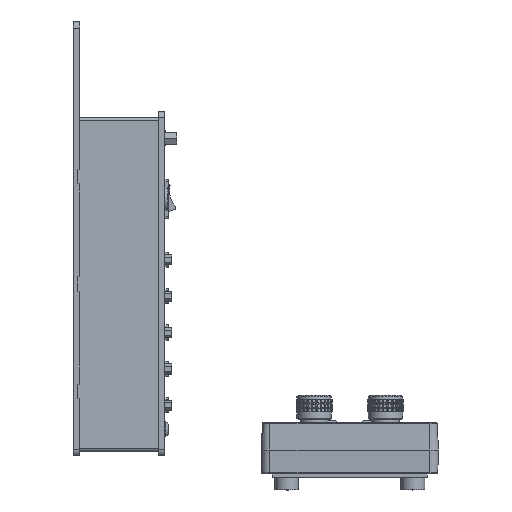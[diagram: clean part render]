
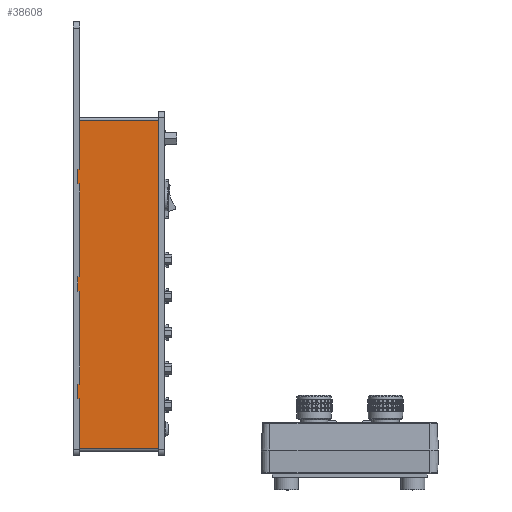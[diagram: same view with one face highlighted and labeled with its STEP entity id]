
A CAD part, left-side view. The second image highlights one B-rep face of the part: STEP entity #38608.
In plain terms, the highlighted planar face has unit normal (-1, 0, 0).
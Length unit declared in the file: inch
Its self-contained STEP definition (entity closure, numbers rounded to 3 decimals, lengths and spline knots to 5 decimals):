
#36424=CARTESIAN_POINT('',(2.02404,4.27482,0.86048));
#36425=VERTEX_POINT('',#36424);
#36433=CARTESIAN_POINT('',(2.02404,4.27482,1.88298));
#36434=VERTEX_POINT('',#36433);
#36435=CARTESIAN_POINT('',(2.02404,4.27482,1.88298));
#36436=DIRECTION('',(0.0,0.0,-1.0));
#36437=VECTOR('',#36436,1.0225);
#36438=LINE('',#36435,#36437);
#36439=EDGE_CURVE('',#36434,#36425,#36438,.T.);
#36505=CARTESIAN_POINT('',(2.02404,4.30682,1.88298));
#36506=VERTEX_POINT('',#36505);
#36507=CARTESIAN_POINT('',(2.02404,4.30682,1.88298));
#36508=DIRECTION('',(0.0,-1.0,0.0));
#36509=VECTOR('',#36508,0.032);
#36510=LINE('',#36507,#36509);
#36511=EDGE_CURVE('',#36506,#36434,#36510,.T.);
#36536=CARTESIAN_POINT('',(2.02404,4.30682,2.18298));
#36537=VERTEX_POINT('',#36536);
#36538=CARTESIAN_POINT('',(2.02404,4.30682,2.18298));
#36539=DIRECTION('',(0.0,0.0,-1.0));
#36540=VECTOR('',#36539,0.3);
#36541=LINE('',#36538,#36540);
#36542=EDGE_CURVE('',#36537,#36506,#36541,.T.);
#36567=CARTESIAN_POINT('',(2.02404,4.27482,2.18298));
#36568=VERTEX_POINT('',#36567);
#36569=CARTESIAN_POINT('',(2.02404,4.27482,2.18298));
#36570=DIRECTION('',(0.0,1.0,0.0));
#36571=VECTOR('',#36570,0.032);
#36572=LINE('',#36569,#36571);
#36573=EDGE_CURVE('',#36568,#36537,#36572,.T.);
#36598=CARTESIAN_POINT('',(2.02404,4.27482,4.09798));
#36599=VERTEX_POINT('',#36598);
#36600=CARTESIAN_POINT('',(2.02404,4.27482,4.09798));
#36601=DIRECTION('',(0.0,0.0,-1.0));
#36602=VECTOR('',#36601,1.915);
#36603=LINE('',#36600,#36602);
#36604=EDGE_CURVE('',#36599,#36568,#36603,.T.);
#36629=CARTESIAN_POINT('',(2.02404,4.30682,4.09798));
#36630=VERTEX_POINT('',#36629);
#36631=CARTESIAN_POINT('',(2.02404,4.30682,4.09798));
#36632=DIRECTION('',(0.0,-1.0,0.0));
#36633=VECTOR('',#36632,0.032);
#36634=LINE('',#36631,#36633);
#36635=EDGE_CURVE('',#36630,#36599,#36634,.T.);
#36660=CARTESIAN_POINT('',(2.02404,4.30682,4.39798));
#36661=VERTEX_POINT('',#36660);
#36662=CARTESIAN_POINT('',(2.02404,4.30682,4.39798));
#36663=DIRECTION('',(0.0,0.0,-1.0));
#36664=VECTOR('',#36663,0.3);
#36665=LINE('',#36662,#36664);
#36666=EDGE_CURVE('',#36661,#36630,#36665,.T.);
#36691=CARTESIAN_POINT('',(2.02404,4.27482,4.39798));
#36692=VERTEX_POINT('',#36691);
#36693=CARTESIAN_POINT('',(2.02404,4.27482,4.39798));
#36694=DIRECTION('',(0.0,1.0,0.0));
#36695=VECTOR('',#36694,0.032);
#36696=LINE('',#36693,#36695);
#36697=EDGE_CURVE('',#36692,#36661,#36696,.T.);
#36722=CARTESIAN_POINT('',(2.02404,4.27482,6.31298));
#36723=VERTEX_POINT('',#36722);
#36724=CARTESIAN_POINT('',(2.02404,4.27482,6.31298));
#36725=DIRECTION('',(0.0,0.0,-1.0));
#36726=VECTOR('',#36725,1.915);
#36727=LINE('',#36724,#36726);
#36728=EDGE_CURVE('',#36723,#36692,#36727,.T.);
#36753=CARTESIAN_POINT('',(2.02404,4.30682,6.31298));
#36754=VERTEX_POINT('',#36753);
#36755=CARTESIAN_POINT('',(2.02404,4.30682,6.31298));
#36756=DIRECTION('',(0.0,-1.0,0.0));
#36757=VECTOR('',#36756,0.032);
#36758=LINE('',#36755,#36757);
#36759=EDGE_CURVE('',#36754,#36723,#36758,.T.);
#36784=CARTESIAN_POINT('',(2.02404,4.30682,6.61298));
#36785=VERTEX_POINT('',#36784);
#36786=CARTESIAN_POINT('',(2.02404,4.30682,6.61298));
#36787=DIRECTION('',(0.0,0.0,-1.0));
#36788=VECTOR('',#36787,0.3);
#36789=LINE('',#36786,#36788);
#36790=EDGE_CURVE('',#36785,#36754,#36789,.T.);
#36815=CARTESIAN_POINT('',(2.02404,4.27482,6.61298));
#36816=VERTEX_POINT('',#36815);
#36817=CARTESIAN_POINT('',(2.02404,4.27482,6.61298));
#36818=DIRECTION('',(0.0,1.0,0.0));
#36819=VECTOR('',#36818,0.032);
#36820=LINE('',#36817,#36819);
#36821=EDGE_CURVE('',#36816,#36785,#36820,.T.);
#37280=CARTESIAN_POINT('',(2.02404,4.27482,7.62548));
#37281=VERTEX_POINT('',#37280);
#37282=CARTESIAN_POINT('',(2.02404,4.27482,7.62548));
#37283=DIRECTION('',(0.0,0.0,-1.0));
#37284=VECTOR('',#37283,1.0125);
#37285=LINE('',#37282,#37284);
#37286=EDGE_CURVE('',#37281,#36816,#37285,.T.);
#38512=CARTESIAN_POINT('',(2.02404,2.64182,7.62548));
#38513=VERTEX_POINT('',#38512);
#38514=CARTESIAN_POINT('',(2.02404,4.27482,7.62548));
#38515=DIRECTION('',(0.0,-1.0,0.0));
#38516=VECTOR('',#38515,1.633);
#38517=LINE('',#38514,#38516);
#38518=EDGE_CURVE('',#37281,#38513,#38517,.T.);
#38562=CARTESIAN_POINT('',(2.02404,2.64182,0.86048));
#38563=VERTEX_POINT('',#38562);
#38571=CARTESIAN_POINT('',(2.02404,4.27482,0.86048));
#38572=DIRECTION('',(0.0,-1.0,0.0));
#38573=VECTOR('',#38572,1.633);
#38574=LINE('',#38571,#38573);
#38575=EDGE_CURVE('',#36425,#38563,#38574,.T.);
#38580=CARTESIAN_POINT('',(2.02404,4.39982,0.86048));
#38581=DIRECTION('',(-1.0,0.0,0.0));
#38582=DIRECTION('',(0.0,0.0,1.0));
#38583=AXIS2_PLACEMENT_3D('',#38580,#38581,#38582);
#38584=PLANE('',#38583);
#38585=ORIENTED_EDGE('',*,*,#36439,.T.);
#38586=ORIENTED_EDGE('',*,*,#38575,.T.);
#38587=CARTESIAN_POINT('',(2.02404,2.64182,7.62548));
#38588=DIRECTION('',(0.0,0.0,-1.0));
#38589=VECTOR('',#38588,6.765);
#38590=LINE('',#38587,#38589);
#38591=EDGE_CURVE('',#38513,#38563,#38590,.T.);
#38592=ORIENTED_EDGE('',*,*,#38591,.F.);
#38593=ORIENTED_EDGE('',*,*,#38518,.F.);
#38594=ORIENTED_EDGE('',*,*,#37286,.T.);
#38595=ORIENTED_EDGE('',*,*,#36821,.T.);
#38596=ORIENTED_EDGE('',*,*,#36790,.T.);
#38597=ORIENTED_EDGE('',*,*,#36759,.T.);
#38598=ORIENTED_EDGE('',*,*,#36728,.T.);
#38599=ORIENTED_EDGE('',*,*,#36697,.T.);
#38600=ORIENTED_EDGE('',*,*,#36666,.T.);
#38601=ORIENTED_EDGE('',*,*,#36635,.T.);
#38602=ORIENTED_EDGE('',*,*,#36604,.T.);
#38603=ORIENTED_EDGE('',*,*,#36573,.T.);
#38604=ORIENTED_EDGE('',*,*,#36542,.T.);
#38605=ORIENTED_EDGE('',*,*,#36511,.T.);
#38606=EDGE_LOOP('',(#38585,#38586,#38592,#38593,#38594,#38595,#38596,#38597,#38598,#38599,#38600,#38601,#38602,#38603,#38604,#38605));
#38607=FACE_OUTER_BOUND('',#38606,.T.);
#38608=ADVANCED_FACE('',(#38607),#38584,.T.);
